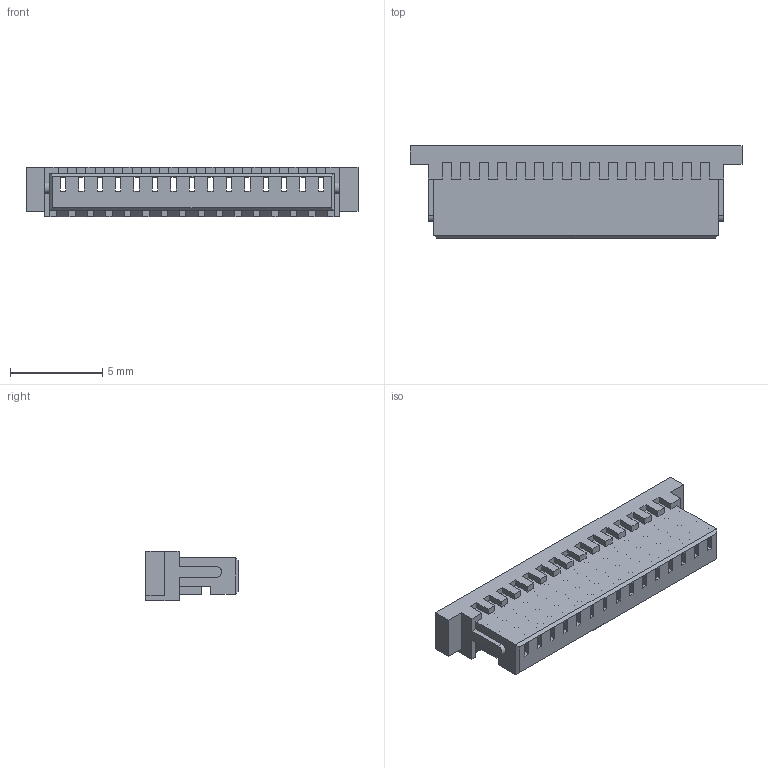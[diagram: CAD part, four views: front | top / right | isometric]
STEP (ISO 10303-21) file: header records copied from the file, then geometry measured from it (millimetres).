
FILE_DESCRIPTION (( 'STEP AP214' ), '1' );
FILE_NAME ('FHG10001-S15M2W1B-REF .STEP', '2025-03-26T08:04:28', ( '' ), ( '' ), 'SwSTEP 2.0', 'SolidWorks 2021', '' );
FILE_SCHEMA (( 'AUTOMOTIVE_DESIGN' ));
Length unit declared in the file: millimetre
Products named in the file (1): FHG10001-S15M2W1B-REF 
Bounding box: 18 x 5 x 2.7 mm (x, y, z)
Volume: 75.5 mm3; surface area: 642.3 mm2
Topology: 1 solids, 1 shells, 529 faces, 1590 edges, 1048 vertices
Faces by surface type: plane 527, cylinder 2
Entity records: 17594 total; most frequent: ORIENTED_EDGE 3180, CARTESIAN_POINT 3168, DIRECTION 2654, EDGE_CURVE 1590, LINE 1586, VECTOR 1586, VERTEX_POINT 1048, EDGE_LOOP 574
